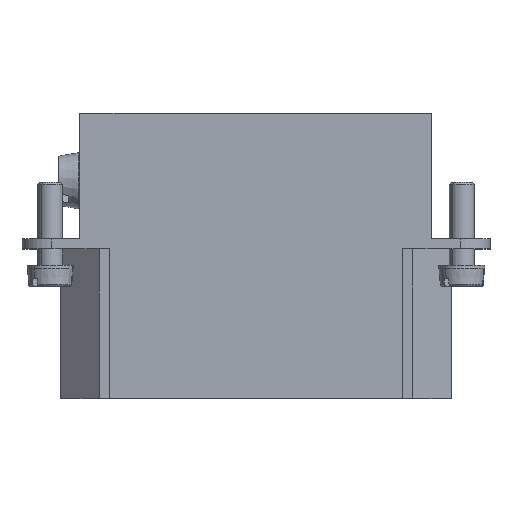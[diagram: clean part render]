
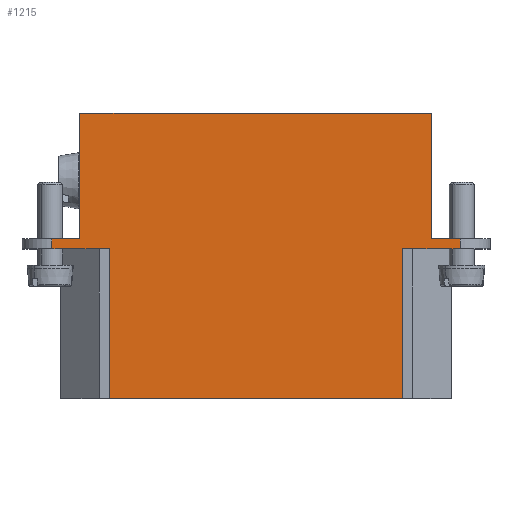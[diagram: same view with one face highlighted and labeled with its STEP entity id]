
A CAD part, top view. The second image highlights one B-rep face of the part: STEP entity #1215.
In plain terms, the highlighted planar face has unit normal (0, 0, 1).
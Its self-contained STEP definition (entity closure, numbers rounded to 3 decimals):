
#446=FACE_OUTER_BOUND('',#1989,.T.);
#646=B_SPLINE_CURVE_WITH_KNOTS('',3,(#10057,#10058,#10059,#10060),
 .UNSPECIFIED.,.F.,.F.,(4,4),(0.,1.),.UNSPECIFIED.);
#655=B_SPLINE_CURVE_WITH_KNOTS('',3,(#10193,#10194,#10195,#10196),
 .UNSPECIFIED.,.F.,.F.,(4,4),(0.,1.),.UNSPECIFIED.);
#658=B_SPLINE_CURVE_WITH_KNOTS('',3,(#10305,#10306,#10307,#10308),
 .UNSPECIFIED.,.F.,.F.,(4,4),(0.,1.),.UNSPECIFIED.);
#659=B_SPLINE_CURVE_WITH_KNOTS('',3,(#10312,#10313,#10314,#10315),
 .UNSPECIFIED.,.F.,.F.,(4,4),(0.,1.),.UNSPECIFIED.);
#660=B_SPLINE_CURVE_WITH_KNOTS('',3,(#10321,#10322,#10323,#10324),
 .UNSPECIFIED.,.F.,.F.,(4,4),(0.,1.),.UNSPECIFIED.);
#661=B_SPLINE_CURVE_WITH_KNOTS('',3,(#10325,#10326,#10327,#10328),
 .UNSPECIFIED.,.F.,.F.,(4,4),(0.,1.),.UNSPECIFIED.);
#1215=ADVANCED_FACE('',(#446),#1438,.T.);
#1438=PLANE('',#6260);
#1989=EDGE_LOOP('',(#3369,#3370,#3371,#3372,#3373,#3374,#3375,#3376,#3377,
#3378,#3379,#3380,#3381,#3382,#3383,#3384,#3385,#3386,#3387));
#3369=ORIENTED_EDGE('',*,*,#4945,.T.);
#3370=ORIENTED_EDGE('',*,*,#4946,.T.);
#3371=ORIENTED_EDGE('',*,*,#4947,.T.);
#3372=ORIENTED_EDGE('',*,*,#4948,.T.);
#3373=ORIENTED_EDGE('',*,*,#4933,.T.);
#3374=ORIENTED_EDGE('',*,*,#4949,.F.);
#3375=ORIENTED_EDGE('',*,*,#4950,.T.);
#3376=ORIENTED_EDGE('',*,*,#4893,.T.);
#3377=ORIENTED_EDGE('',*,*,#4951,.T.);
#3378=ORIENTED_EDGE('',*,*,#4952,.T.);
#3379=ORIENTED_EDGE('',*,*,#4742,.T.);
#3380=ORIENTED_EDGE('',*,*,#4941,.T.);
#3381=ORIENTED_EDGE('',*,*,#4916,.T.);
#3382=ORIENTED_EDGE('',*,*,#4953,.T.);
#3383=ORIENTED_EDGE('',*,*,#4954,.T.);
#3384=ORIENTED_EDGE('',*,*,#4839,.T.);
#3385=ORIENTED_EDGE('',*,*,#4955,.T.);
#3386=ORIENTED_EDGE('',*,*,#4956,.T.);
#3387=ORIENTED_EDGE('',*,*,#4856,.T.);
#4024=VERTEX_POINT('',#9811);
#4026=VERTEX_POINT('',#9815);
#4119=VERTEX_POINT('',#10056);
#4120=VERTEX_POINT('',#10061);
#4134=VERTEX_POINT('',#10106);
#4135=VERTEX_POINT('',#10108);
#4161=VERTEX_POINT('',#10192);
#4162=VERTEX_POINT('',#10197);
#4174=VERTEX_POINT('',#10242);
#4175=VERTEX_POINT('',#10244);
#4187=VERTEX_POINT('',#10277);
#4188=VERTEX_POINT('',#10279);
#4193=VERTEX_POINT('',#10304);
#4194=VERTEX_POINT('',#10309);
#4195=VERTEX_POINT('',#10311);
#4196=VERTEX_POINT('',#10317);
#4197=VERTEX_POINT('',#10320);
#4198=VERTEX_POINT('',#10329);
#4199=VERTEX_POINT('',#10332);
#4742=EDGE_CURVE('',#4024,#4026,#5267,.T.);
#4839=EDGE_CURVE('',#4120,#4119,#646,.T.);
#4856=EDGE_CURVE('',#4135,#4134,#5300,.T.);
#4893=EDGE_CURVE('',#4162,#4161,#655,.T.);
#4916=EDGE_CURVE('',#4175,#4174,#5345,.T.);
#4933=EDGE_CURVE('',#4188,#4187,#5361,.T.);
#4941=EDGE_CURVE('',#4026,#4175,#5368,.T.);
#4945=EDGE_CURVE('',#4134,#4193,#5372,.T.);
#4946=EDGE_CURVE('',#4193,#4194,#658,.T.);
#4947=EDGE_CURVE('',#4194,#4195,#5373,.T.);
#4948=EDGE_CURVE('',#4195,#4188,#659,.T.);
#4949=EDGE_CURVE('',#4196,#4187,#5374,.T.);
#4950=EDGE_CURVE('',#4196,#4162,#5375,.T.);
#4951=EDGE_CURVE('',#4161,#4197,#5376,.T.);
#4952=EDGE_CURVE('',#4197,#4024,#660,.T.);
#4953=EDGE_CURVE('',#4174,#4198,#661,.T.);
#4954=EDGE_CURVE('',#4198,#4120,#5377,.T.);
#4955=EDGE_CURVE('',#4119,#4199,#5378,.T.);
#4956=EDGE_CURVE('',#4199,#4135,#5379,.T.);
#5267=LINE('',#9816,#5642);
#5300=LINE('',#10107,#5675);
#5345=LINE('',#10243,#5720);
#5361=LINE('',#10278,#5736);
#5368=LINE('',#10297,#5743);
#5372=LINE('',#10303,#5747);
#5373=LINE('',#10310,#5748);
#5374=LINE('',#10316,#5749);
#5375=LINE('',#10318,#5750);
#5376=LINE('',#10319,#5751);
#5377=LINE('',#10330,#5752);
#5378=LINE('',#10331,#5753);
#5379=LINE('',#10333,#5754);
#5642=VECTOR('',#7161,1.);
#5675=VECTOR('',#7454,1.);
#5720=VECTOR('',#7553,1.);
#5736=VECTOR('',#7581,1.);
#5743=VECTOR('',#7594,1.);
#5747=VECTOR('',#7602,1.);
#5748=VECTOR('',#7603,1.);
#5749=VECTOR('',#7604,1.);
#5750=VECTOR('',#7605,1.);
#5751=VECTOR('',#7606,1.);
#5752=VECTOR('',#7607,1.);
#5753=VECTOR('',#7608,1.);
#5754=VECTOR('',#7609,1.);
#6260=AXIS2_PLACEMENT_3D('',#10334,#7610,#7611);
#7161=DIRECTION('',(0.,-1.,0.));
#7454=DIRECTION('',(0.,1.,0.));
#7553=DIRECTION('',(0.,1.,0.));
#7581=DIRECTION('',(0.,-1.,0.));
#7594=DIRECTION('',(1.,0.,0.));
#7602=DIRECTION('',(-1.,0.,0.));
#7603=DIRECTION('',(-1.,0.,0.));
#7604=DIRECTION('',(1.,0.,0.));
#7605=DIRECTION('',(0.,-1.,0.));
#7606=DIRECTION('',(1.,0.,0.));
#7607=DIRECTION('',(1.,0.,0.));
#7608=DIRECTION('',(0.,1.,0.));
#7609=DIRECTION('',(-1.,0.,0.));
#7610=DIRECTION('',(0.,0.,1.));
#7611=DIRECTION('',(1.,0.,0.));
#9811=CARTESIAN_POINT('',(-27.366,-44.599,46.089));
#9815=CARTESIAN_POINT('',(-27.366,-62.598,46.089));
#9816=CARTESIAN_POINT('',(-27.366,-34.848,46.089));
#10056=CARTESIAN_POINT('',(14.784,-44.598,46.089));
#10057=CARTESIAN_POINT('',(11.384,-44.598,46.089));
#10058=CARTESIAN_POINT('',(12.518,-44.598,46.089));
#10059=CARTESIAN_POINT('',(13.651,-44.598,46.089));
#10060=CARTESIAN_POINT('',(14.784,-44.598,46.089));
#10061=CARTESIAN_POINT('',(11.384,-44.601,46.089));
#10106=CARTESIAN_POINT('',(11.384,-28.298,46.089));
#10107=CARTESIAN_POINT('',(11.384,-44.604,46.089));
#10108=CARTESIAN_POINT('',(11.384,-43.398,46.089));
#10192=CARTESIAN_POINT('',(-30.948,-44.599,46.089));
#10193=CARTESIAN_POINT('',(-34.316,-44.598,46.089));
#10194=CARTESIAN_POINT('',(-33.193,-44.598,46.089));
#10195=CARTESIAN_POINT('',(-32.071,-44.598,46.089));
#10196=CARTESIAN_POINT('',(-30.948,-44.598,46.089));
#10197=CARTESIAN_POINT('',(-34.316,-44.598,46.089));
#10242=CARTESIAN_POINT('',(7.834,-44.604,46.089));
#10243=CARTESIAN_POINT('',(7.834,-62.598,46.089));
#10244=CARTESIAN_POINT('',(7.834,-62.598,46.089));
#10277=CARTESIAN_POINT('',(-30.948,-43.398,46.089));
#10278=CARTESIAN_POINT('',(-30.948,-28.548,46.089));
#10279=CARTESIAN_POINT('',(-30.948,-28.298,46.089));
#10297=CARTESIAN_POINT('',(-27.366,-62.598,46.089));
#10303=CARTESIAN_POINT('',(11.384,-28.298,46.089));
#10304=CARTESIAN_POINT('',(-25.366,-28.298,46.089));
#10305=CARTESIAN_POINT('',(-25.366,-28.298,46.089));
#10306=CARTESIAN_POINT('',(-25.982,-28.298,46.089));
#10307=CARTESIAN_POINT('',(-26.599,-28.298,46.089));
#10308=CARTESIAN_POINT('',(-27.216,-28.298,46.089));
#10309=CARTESIAN_POINT('',(-27.216,-28.298,46.089));
#10310=CARTESIAN_POINT('',(-28.816,-28.298,46.089));
#10311=CARTESIAN_POINT('',(-30.916,-28.298,46.089));
#10312=CARTESIAN_POINT('',(-30.916,-28.298,46.089));
#10313=CARTESIAN_POINT('',(-30.927,-28.298,46.089));
#10314=CARTESIAN_POINT('',(-30.937,-28.298,46.089));
#10315=CARTESIAN_POINT('',(-30.948,-28.298,46.089));
#10316=CARTESIAN_POINT('',(-34.316,-43.398,46.089));
#10317=CARTESIAN_POINT('',(-34.316,-43.398,46.089));
#10318=CARTESIAN_POINT('',(-34.316,-43.398,46.089));
#10319=CARTESIAN_POINT('',(-28.816,-44.599,46.089));
#10320=CARTESIAN_POINT('',(-30.216,-44.599,46.089));
#10321=CARTESIAN_POINT('',(-30.216,-44.599,46.089));
#10322=CARTESIAN_POINT('',(-29.266,-44.599,46.089));
#10323=CARTESIAN_POINT('',(-28.316,-44.599,46.089));
#10324=CARTESIAN_POINT('',(-27.366,-44.599,46.089));
#10325=CARTESIAN_POINT('',(7.834,-44.604,46.089));
#10326=CARTESIAN_POINT('',(8.784,-44.604,46.089));
#10327=CARTESIAN_POINT('',(9.734,-44.604,46.089));
#10328=CARTESIAN_POINT('',(10.684,-44.604,46.089));
#10329=CARTESIAN_POINT('',(10.684,-44.604,46.089));
#10330=CARTESIAN_POINT('',(-28.816,-44.604,46.089));
#10331=CARTESIAN_POINT('',(14.784,-44.598,46.089));
#10332=CARTESIAN_POINT('',(14.784,-43.398,46.089));
#10333=CARTESIAN_POINT('',(14.784,-43.398,46.089));
#10334=CARTESIAN_POINT('',(-28.816,-62.798,46.089));
